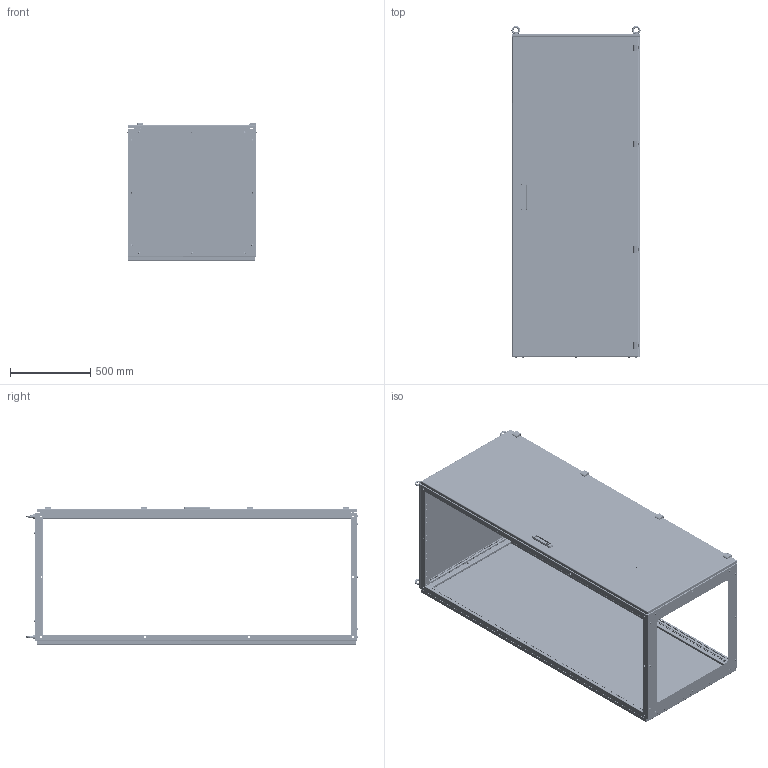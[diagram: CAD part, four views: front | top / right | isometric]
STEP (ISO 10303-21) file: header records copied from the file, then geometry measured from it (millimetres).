
FILE_DESCRIPTION (( 'STEP AP203' ), '1' );
FILE_NAME ('Êîðïóñ FORT IP31 (2000õ800õ800) EKF PROxima.STEP', '2020-10-25T10:41:42', ( '' ), ( '' ), 'SwSTEP 2.0', 'SolidWorks 2019', '' );
FILE_SCHEMA (( 'CONFIG_CONTROL_DESIGN' ));
Length unit declared in the file: millimetre
Products named in the file (70): Îáîëî÷êà ãàéêè çàêëàäíîé; Óãëîâàÿ ïåòëÿ Àòîñ; Äåðæàòåëü øòîêà; Ãàéêà çàêëàäíàÿ; ÌÈ-1029.05.00.001 Ïîòîëî÷íàÿ ïàíåëü 800õ800; ÌÈ-1169.00.00.001 Ïåðåãîðîäêà öîêîëÿ 800õ800; ÌÈ-1029.01.00.000 ÑÁ Êàðêàñ 2000õ800õ800; ÌÈ-983.01.00.003 Ïðîôèëü ãîðèçîíòàëüíûé íèæíèé 800; ÌÈ-1160.03.00.000 ÑÁ Ñòåíêà çàäíÿÿ 800õ2000; Ìåõàíèçì äâåðè Àòîñ; 剒蜲錪 獲闃; pan head cross recess screw_din_DIN EN ISO 7045 - M6 x 20 - Z - 20N; 幄鍧 IC-2 900; ÌÈ-983.01.01.000 ÑÁ Ïðîôèëü ãîðèçîíòàëüíûé 800 âåðõíèé â ñáîðå; 昈-983.02.00.002 忺謽鳧; hex screw gradec_din_DIN EN 24018 - M12 x 35-WN; lifting eye nut 01_din_DIN 582-M12-N; hex nut gradec_din_Hexagon Nut ISO 4034 - M16 - N; îñíîâàíèå ïåòëè1; ÌÈ-983.01.01.001 Ïðîôèëü ãîðèçîíòàëüíûé âåðõíèé 800; ÌÈ-1160.02.00.000 ÑÁ Äâåðü â ñáîðå; plain washer large_din_Washer DIN 9021 - 13; Ãàéêà çàêëàäêàÿ Ì6; Êîðïóñ äâåðíîé ðó÷êè Àòîñ; Äåðæàòåëü òÿãè àòîñ; Êîðïóñ FORT IP31 (2000õ800õ800) EKF PROxima; pan head cross recess screw_din_DIN EN ISO 7045 - M6 x 40 - Z - 40N; ÌÈ-1029.01.00.002 Ïðîôèëü áîêîâîé 800 âåðõíèé; Çàêëåïêà ãàå÷íàÿ Ì6 UNI 9203; hex thin nut gradeb_din_Hexagon Nut ISO 4036 - M6 - N; ÌÈ-983.02.00.004 Ïðîôèëü äâåðíîé ìàëûé 800; ÌÈ-983.03.00.001 Ñòåíêà çàäíÿÿ 800õ2000; ÌÈ-1029.01.00.004 Ïðîôèëü áîêîâîé 800 íèæíèé; êîðïóñ ïåòëè1; Çàìîê â ñáîðå Àòîñ; îñü ïåòëè; pan head cross recess screw_din_DIN EN ISO 7045 - M6 x 30 - Z - 30N; Øïèëüêà îìåäíåííàÿ Ì6õ20; pan head cross collar screw_din_DIN 967 - M4 x 16 - Z --- 14.6N; 幄鍧 IC-2 1000 ...
Assembly tree (212 placements, depth 4):
  Êîðïóñ FORT IP31 (2000õ800õ800) EKF PROxima
    ÌÈ-1029.01.00.000 ÑÁ Êàðêàñ 2000õ800õ800
      ÌÈ-983.01.01.000 ÑÁ Ïðîôèëü ãîðèçîíòàëüíûé 800 âåðõíèé â ñáîðå
        ÌÈ-983.01.01.001 Ïðîôèëü ãîðèçîíòàëüíûé âåðõíèé 800
        Øïèëüêà Ì6õ12
      ÌÈ-983.01.00.001 Ïðîôèëü âåðòèêàëüíûé 2000  x4
      ÌÈ-983.01.00.003 Ïðîôèëü ãîðèçîíòàëüíûé íèæíèé 800  x2
      ÌÈ-1029.01.00.002 Ïðîôèëü áîêîâîé 800 âåðõíèé  x2
      ÌÈ-983.01.01.000 ÑÁ Ïðîôèëü ãîðèçîíòàëüíûé 800 âåðõíèé â ñáîðå
        ÌÈ-983.01.01.001 Ïðîôèëü ãîðèçîíòàëüíûé âåðõíèé 800
        Øïèëüêà Ì6õ12
      ÌÈ-1029.01.00.004 Ïðîôèëü áîêîâîé 800 íèæíèé  x2
    ÌÈ-1029.05.00.001 Ïîòîëî÷íàÿ ïàíåëü 800õ800
    ÌÈ-1169.00.00.001 Ïåðåãîðîäêà öîêîëÿ 800õ800
    ÌÈ-1160.03.00.000 ÑÁ Ñòåíêà çàäíÿÿ 800õ2000
      ÌÈ-983.03.00.001 Ñòåíêà çàäíÿÿ 800õ2000
      Øïèëüêà Ì6õ12
    pan head cross recess screw_din_DIN EN ISO 7045 - M6 x 20 - Z - 20N  x12
    Ãàéêà çàêëàäíàÿ
      Îáîëî÷êà ãàéêè çàêëàäíîé
      Ãàéêà çàêëàäêàÿ Ì6
    Ãàéêà çàêëàäíàÿ
      Îáîëî÷êà ãàéêè çàêëàäíîé
      Ãàéêà çàêëàäêàÿ Ì6
    Ãàéêà çàêëàäíàÿ
      Îáîëî÷êà ãàéêè çàêëàäíîé
      Ãàéêà çàêëàäêàÿ Ì6
    Ãàéêà çàêëàäíàÿ
      Îáîëî÷êà ãàéêè çàêëàäíîé
      Ãàéêà çàêëàäêàÿ Ì6
    Ãàéêà çàêëàäíàÿ
      Îáîëî÷êà ãàéêè çàêëàäíîé
      Ãàéêà çàêëàäêàÿ Ì6
    Ãàéêà çàêëàäíàÿ
      Îáîëî÷êà ãàéêè çàêëàäíîé
      Ãàéêà çàêëàäêàÿ Ì6
    Ãàéêà çàêëàäíàÿ
      Îáîëî÷êà ãàéêè çàêëàäíîé
      Ãàéêà çàêëàäêàÿ Ì6
    Ãàéêà çàêëàäíàÿ
      Îáîëî÷êà ãàéêè çàêëàäíîé
      Ãàéêà çàêëàäêàÿ Ì6
    Ãàéêà çàêëàäíàÿ
      Îáîëî÷êà ãàéêè çàêëàäíîé
      Ãàéêà çàêëàäêàÿ Ì6
    Ãàéêà çàêëàäíàÿ
      Îáîëî÷êà ãàéêè çàêëàäíîé
      Ãàéêà çàêëàäêàÿ Ì6
    Ãàéêà çàêëàäíàÿ
      Îáîëî÷êà ãàéêè çàêëàäíîé
      Ãàéêà çàêëàäêàÿ Ì6
    Ãàéêà çàêëàäíàÿ
      Îáîëî÷êà ãàéêè çàêëàäíîé
      Ãàéêà çàêëàäêàÿ Ì6
    lifting eye nut 01_din_DIN 582-M12-N  x4
    pan head cross recess screw_din_DIN EN ISO 7045 - M6 x 30 - Z - 30N  x8
    Ãàéêà çàêëàäíàÿ
      Îáîëî÷êà ãàéêè çàêëàäíîé
      Ãàéêà çàêëàäêàÿ Ì6
    Ãàéêà çàêëàäíàÿ
Bounding box: 806.5 x 2072.48 x 866.98 mm (x, y, z)
Volume: 9336536.7 mm3; surface area: 12965440.9 mm2
Topology: 182 solids, 182 shells, 15847 faces, 42309 edges, 26846 vertices
Faces by surface type: plane 12087, cylinder 2160, cone 712, bspline 624, torus 196, sphere 68
Entity records: 172215 total; most frequent: CARTESIAN_POINT 35073, ORIENTED_EDGE 26404, DIRECTION 23943, EDGE_CURVE 13202, LINE 11151, VECTOR 11151, VERTEX_POINT 8554, EDGE_LOOP 6674
